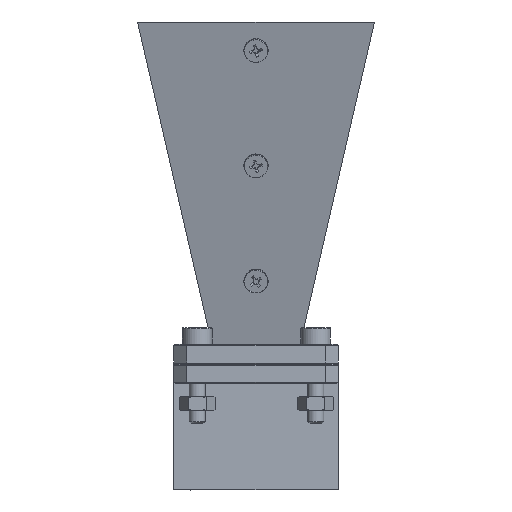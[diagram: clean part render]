
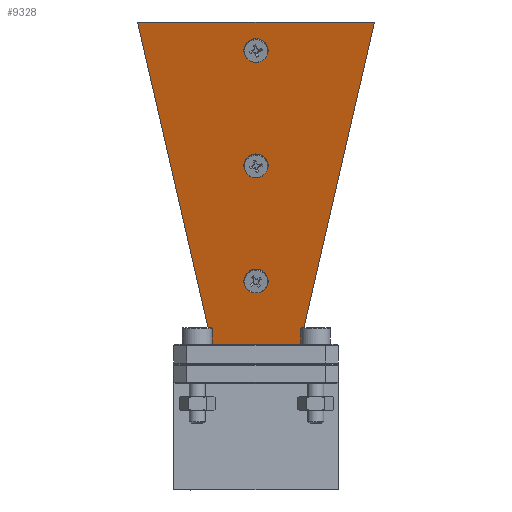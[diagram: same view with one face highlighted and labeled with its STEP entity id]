
A CAD part, front view. The second image highlights one B-rep face of the part: STEP entity #9328.
In plain terms, the highlighted planar face has unit normal (0, -0.974, -0.228).
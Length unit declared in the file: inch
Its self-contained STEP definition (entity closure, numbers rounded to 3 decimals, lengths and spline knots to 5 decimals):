
#86 = DIRECTION ( 'NONE',  ( 0., -0.974, -0.228 ) ) ;
#486 = FACE_OUTER_BOUND ( 'NONE', #2187, .T. ) ;
#530 = DIRECTION ( 'NONE',  ( -1., 0., 0. ) ) ;
#614 = LINE ( 'NONE', #12253, #11061 ) ;
#658 = EDGE_CURVE ( 'NONE', #3484, #10191, #13690, .T. ) ;
#664 = DIRECTION ( 'NONE',  ( 0., -0.974, -0.228 ) ) ;
#665 = CARTESIAN_POINT ( 'NONE',  ( 0., -0.40909, 1.65881 ) ) ;
#715 = EDGE_CURVE ( 'NONE', #2319, #9792, #8100, .T. ) ;
#730 = CARTESIAN_POINT ( 'NONE',  ( 0., -0.15949, 0.59055 ) ) ;
#1120 = AXIS2_PLACEMENT_3D ( 'NONE', #8095, #86, #9408 ) ;
#1493 = DIRECTION ( 'NONE',  ( 0., -0.974, -0.228 ) ) ;
#1527 = CARTESIAN_POINT ( 'NONE',  ( 0.70866, -0.61024, 2.51969 ) ) ;
#1694 = ORIENTED_EDGE ( 'NONE', *, *, #2907, .F. ) ;
#1774 = DIRECTION ( 'NONE',  ( 0., 0.228, -0.974 ) ) ;
#2187 = EDGE_LOOP ( 'NONE', ( #12391, #1694, #9368, #2778 ) ) ;
#2295 = DIRECTION ( 'NONE',  ( 0., -0.974, -0.228 ) ) ;
#2319 = VERTEX_POINT ( 'NONE', #4254 ) ;
#2759 = CARTESIAN_POINT ( 'NONE',  ( -0.47244, -0.37106, 1.49606 ) ) ;
#2778 = ORIENTED_EDGE ( 'NONE', *, *, #10298, .T. ) ;
#2907 = EDGE_CURVE ( 'NONE', #15712, #6624, #4223, .T. ) ;
#3127 = AXIS2_PLACEMENT_3D ( 'NONE', #6325, #2295, #3607 ) ;
#3149 = CIRCLE ( 'NONE', #11105, 0.07283 ) ;
#3484 = VERTEX_POINT ( 'NONE', #7005 ) ;
#3545 = EDGE_LOOP ( 'NONE', ( #11008, #9136 ) ) ;
#3575 = ORIENTED_EDGE ( 'NONE', *, *, #7479, .F. ) ;
#3576 = CARTESIAN_POINT ( 'NONE',  ( -0.26348, -0.15949, 0.59055 ) ) ;
#3607 = DIRECTION ( 'NONE',  ( 0., 0.228, -0.974 ) ) ;
#3694 = EDGE_CURVE ( 'NONE', #13554, #15013, #5781, .T. ) ;
#3846 = VERTEX_POINT ( 'NONE', #3576 ) ;
#4223 = LINE ( 'NONE', #10149, #9502 ) ;
#4254 = CARTESIAN_POINT ( 'NONE',  ( 0., -0.39252, 1.58789 ) ) ;
#4495 = CIRCLE ( 'NONE', #1120, 0.07283 ) ;
#5291 = FACE_BOUND ( 'NONE', #3545, .T. ) ;
#5294 = DIRECTION ( 'NONE',  ( 0.219, 0.222, -0.95 ) ) ;
#5617 = FACE_BOUND ( 'NONE', #10923, .T. ) ;
#5720 = AXIS2_PLACEMENT_3D ( 'NONE', #8058, #9376, #11762 ) ;
#5781 = CIRCLE ( 'NONE', #7231, 0.07283 ) ;
#5786 = CARTESIAN_POINT ( 'NONE',  ( -0.70866, -0.61024, 2.51969 ) ) ;
#6097 = DIRECTION ( 'NONE',  ( -0.219, 0.222, -0.95 ) ) ;
#6325 = CARTESIAN_POINT ( 'NONE',  ( 0., -0.24785, 0.96874 ) ) ;
#6550 = DIRECTION ( 'NONE',  ( 0., 0.228, -0.974 ) ) ;
#6624 = VERTEX_POINT ( 'NONE', #14858 ) ;
#6759 = PLANE ( 'NONE',  #5720 ) ;
#6805 = EDGE_CURVE ( 'NONE', #15021, #15712, #614, .T. ) ;
#6845 = LINE ( 'NONE', #2759, #12206 ) ;
#7005 = CARTESIAN_POINT ( 'NONE',  ( 0., -0.55376, 2.27797 ) ) ;
#7231 = AXIS2_PLACEMENT_3D ( 'NONE', #10630, #8036, #9145 ) ;
#7479 = EDGE_CURVE ( 'NONE', #10191, #3484, #4495, .T. ) ;
#7562 = CARTESIAN_POINT ( 'NONE',  ( 0., -0.5869, 2.41981 ) ) ;
#7732 = CIRCLE ( 'NONE', #3127, 0.07283 ) ;
#7999 = ORIENTED_EDGE ( 'NONE', *, *, #11192, .F. ) ;
#8036 = DIRECTION ( 'NONE',  ( 0., -0.974, -0.228 ) ) ;
#8058 = CARTESIAN_POINT ( 'NONE',  ( 0., -0.37106, 1.49606 ) ) ;
#8095 = CARTESIAN_POINT ( 'NONE',  ( 0., -0.57033, 2.34889 ) ) ;
#8100 = CIRCLE ( 'NONE', #11088, 0.07283 ) ;
#8564 = VECTOR ( 'NONE', #530, 39.37008 ) ;
#8731 = DIRECTION ( 'NONE',  ( 1., 0., 0. ) ) ;
#8810 = LINE ( 'NONE', #730, #8564 ) ;
#8868 = CARTESIAN_POINT ( 'NONE',  ( 0., -0.40909, 1.65881 ) ) ;
#9136 = ORIENTED_EDGE ( 'NONE', *, *, #3694, .F. ) ;
#9145 = DIRECTION ( 'NONE',  ( 0., 0.228, -0.974 ) ) ;
#9328 = ADVANCED_FACE ( 'NONE', ( #486, #15919, #5617, #5291 ), #6759, .F. ) ;
#9368 = ORIENTED_EDGE ( 'NONE', *, *, #6805, .F. ) ;
#9376 = DIRECTION ( 'NONE',  ( 0., 0.974, 0.228 ) ) ;
#9408 = DIRECTION ( 'NONE',  ( 0., 0.228, -0.974 ) ) ;
#9502 = VECTOR ( 'NONE', #6097, 39.37008 ) ;
#9542 = EDGE_LOOP ( 'NONE', ( #12497, #3575 ) ) ;
#9792 = VERTEX_POINT ( 'NONE', #9909 ) ;
#9909 = CARTESIAN_POINT ( 'NONE',  ( 0., -0.42566, 1.72974 ) ) ;
#9999 = CARTESIAN_POINT ( 'NONE',  ( 0., -0.26442, 1.03966 ) ) ;
#10149 = CARTESIAN_POINT ( 'NONE',  ( 0.47244, -0.37106, 1.49606 ) ) ;
#10191 = VERTEX_POINT ( 'NONE', #7562 ) ;
#10298 = EDGE_CURVE ( 'NONE', #15021, #3846, #6845, .T. ) ;
#10630 = CARTESIAN_POINT ( 'NONE',  ( 0., -0.24785, 0.96874 ) ) ;
#10923 = EDGE_LOOP ( 'NONE', ( #13801, #7999 ) ) ;
#11008 = ORIENTED_EDGE ( 'NONE', *, *, #13292, .F. ) ;
#11061 = VECTOR ( 'NONE', #8731, 39.37008 ) ;
#11088 = AXIS2_PLACEMENT_3D ( 'NONE', #665, #1493, #6550 ) ;
#11105 = AXIS2_PLACEMENT_3D ( 'NONE', #8868, #13835, #15022 ) ;
#11192 = EDGE_CURVE ( 'NONE', #9792, #2319, #3149, .T. ) ;
#11762 = DIRECTION ( 'NONE',  ( 1., 0., 0. ) ) ;
#12206 = VECTOR ( 'NONE', #5294, 39.37008 ) ;
#12253 = CARTESIAN_POINT ( 'NONE',  ( -0.70866, -0.61024, 2.51969 ) ) ;
#12391 = ORIENTED_EDGE ( 'NONE', *, *, #13411, .F. ) ;
#12497 = ORIENTED_EDGE ( 'NONE', *, *, #658, .F. ) ;
#12989 = CARTESIAN_POINT ( 'NONE',  ( 0., -0.23128, 0.89782 ) ) ;
#13292 = EDGE_CURVE ( 'NONE', #15013, #13554, #7732, .T. ) ;
#13411 = EDGE_CURVE ( 'NONE', #6624, #3846, #8810, .T. ) ;
#13554 = VERTEX_POINT ( 'NONE', #9999 ) ;
#13690 = CIRCLE ( 'NONE', #15595, 0.07283 ) ;
#13801 = ORIENTED_EDGE ( 'NONE', *, *, #715, .F. ) ;
#13835 = DIRECTION ( 'NONE',  ( 0., -0.974, -0.228 ) ) ;
#14208 = CARTESIAN_POINT ( 'NONE',  ( 0., -0.57033, 2.34889 ) ) ;
#14858 = CARTESIAN_POINT ( 'NONE',  ( 0.26348, -0.15949, 0.59055 ) ) ;
#15013 = VERTEX_POINT ( 'NONE', #12989 ) ;
#15021 = VERTEX_POINT ( 'NONE', #5786 ) ;
#15022 = DIRECTION ( 'NONE',  ( 0., 0.228, -0.974 ) ) ;
#15595 = AXIS2_PLACEMENT_3D ( 'NONE', #14208, #664, #1774 ) ;
#15712 = VERTEX_POINT ( 'NONE', #1527 ) ;
#15919 = FACE_BOUND ( 'NONE', #9542, .T. ) ;
